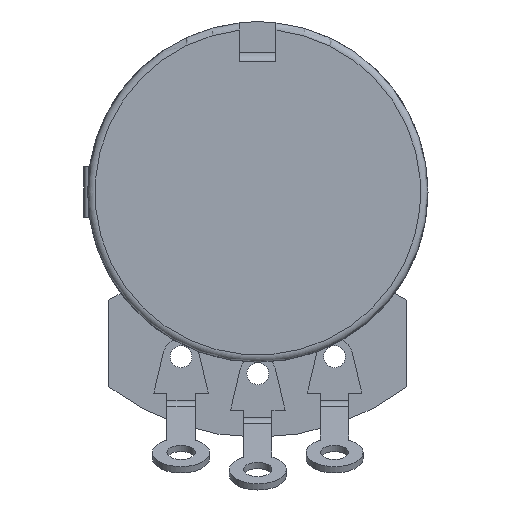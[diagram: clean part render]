
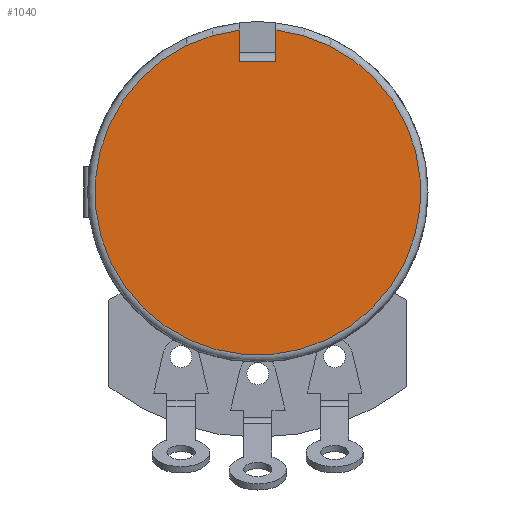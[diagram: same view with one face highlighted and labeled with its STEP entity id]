
A CAD part, front view. The second image highlights one B-rep face of the part: STEP entity #1040.
In plain terms, the highlighted planar face has unit normal (0, -1, 0).
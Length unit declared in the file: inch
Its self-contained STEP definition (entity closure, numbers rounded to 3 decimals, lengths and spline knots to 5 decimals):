
#1=DIRECTION('',(0.,0.,-1.));
#2=VECTOR('',#1,0.0872);
#3=CARTESIAN_POINT('',(-0.05,0.,0.4457));
#4=LINE('',#3,#2);
#5=DIRECTION('',(1.,0.,0.));
#6=VECTOR('',#5,0.1);
#7=CARTESIAN_POINT('',(-0.05,0.,0.3585));
#8=LINE('',#7,#6);
#9=DIRECTION('',(0.,0.,-1.));
#10=VECTOR('',#9,0.0872);
#11=CARTESIAN_POINT('',(0.05,0.,0.4457));
#12=LINE('',#11,#10);
#21=CARTESIAN_POINT('',(-0.05,0.,0.4457));
#33=CARTESIAN_POINT('',(0.,0.,0.));
#34=DIRECTION('',(0.,-1.,0.));
#35=DIRECTION('',(-0.111,0.,0.994));
#36=AXIS2_PLACEMENT_3D('',#33,#34,#35);
#48=CARTESIAN_POINT('',(0.05,0.,0.4457));
#894=VERTEX_POINT('',#48);
#895=VERTEX_POINT('',#21);
#905=CARTESIAN_POINT('',(0.05,0.,0.3585));
#906=VERTEX_POINT('',#905);
#907=CARTESIAN_POINT('',(-0.05,0.,0.3585));
#908=VERTEX_POINT('',#907);
#1025=CARTESIAN_POINT('',(0.,0.,0.));
#1026=DIRECTION('',(0.,-1.,0.));
#1027=DIRECTION('',(-1.,0.,0.));
#1028=AXIS2_PLACEMENT_3D('',#1025,#1026,#1027);
#1029=PLANE('',#1028);
#1031=ORIENTED_EDGE('',*,*,#1030,.T.);
#1033=ORIENTED_EDGE('',*,*,#1032,.T.);
#1035=ORIENTED_EDGE('',*,*,#1034,.F.);
#1037=ORIENTED_EDGE('',*,*,#1036,.F.);
#1038=EDGE_LOOP('',(#1031,#1033,#1035,#1037));
#1039=FACE_OUTER_BOUND('',#1038,.F.);
#1040=ADVANCED_FACE('',(#1039),#1029,.T.);
#37=CIRCLE('',#36,0.4485);
#1030=EDGE_CURVE('',#895,#908,#4,.T.);
#1032=EDGE_CURVE('',#908,#906,#8,.T.);
#1034=EDGE_CURVE('',#894,#906,#12,.T.);
#1036=EDGE_CURVE('',#895,#894,#37,.T.);
